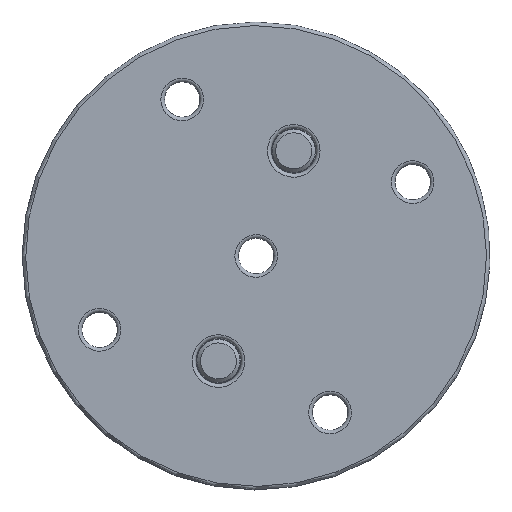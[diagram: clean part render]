
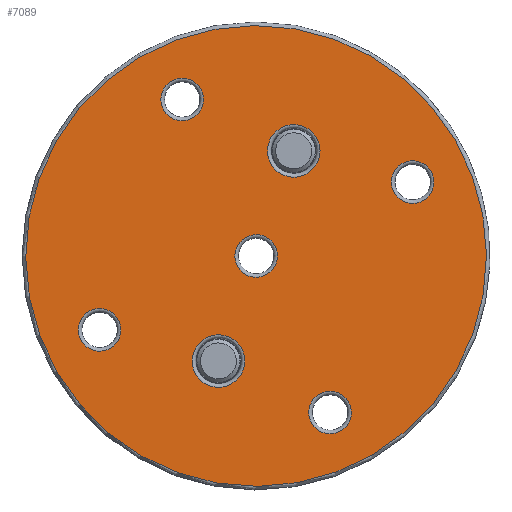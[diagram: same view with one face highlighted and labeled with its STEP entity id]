
A CAD part, top view. The second image highlights one B-rep face of the part: STEP entity #7089.
In plain terms, the highlighted planar face has unit normal (0, 0, 1).
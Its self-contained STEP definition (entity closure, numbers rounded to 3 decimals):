
#1477=PLANE($,#7597);
#1746=FACE_BOUND($,#2289,.T.);
#1747=FACE_BOUND($,#2290,.T.);
#1748=FACE_BOUND($,#2291,.T.);
#1749=FACE_BOUND($,#2292,.T.);
#1750=FACE_BOUND($,#2293,.T.);
#1751=FACE_BOUND($,#2294,.T.);
#1752=FACE_BOUND($,#2295,.T.);
#1753=FACE_BOUND($,#2296,.T.);
#2289=EDGE_LOOP($,(#5370));
#2290=EDGE_LOOP($,(#5371));
#2291=EDGE_LOOP($,(#5372));
#2292=EDGE_LOOP($,(#5373));
#2293=EDGE_LOOP($,(#5374));
#2294=EDGE_LOOP($,(#5375));
#2295=EDGE_LOOP($,(#5376));
#2296=EDGE_LOOP($,(#5377));
#2669=CIRCLE($,#7596,3.65);
#2670=CIRCLE($,#7598,2.959);
#2671=CIRCLE($,#7599,2.959);
#2672=CIRCLE($,#7600,3.65);
#2673=CIRCLE($,#7601,32.);
#2674=CIRCLE($,#7602,2.959);
#2675=CIRCLE($,#7603,2.959);
#2676=CIRCLE($,#7604,2.959);
#3191=VERTEX_POINT($,#12231);
#3192=VERTEX_POINT($,#12234);
#3193=VERTEX_POINT($,#12236);
#3194=VERTEX_POINT($,#12238);
#3195=VERTEX_POINT($,#12240);
#3196=VERTEX_POINT($,#12242);
#3197=VERTEX_POINT($,#12244);
#3198=VERTEX_POINT($,#12246);
#4031=EDGE_CURVE($,#3191,#3191,#2669,.T.);
#4032=EDGE_CURVE($,#3192,#3192,#2670,.T.);
#4033=EDGE_CURVE($,#3193,#3193,#2671,.T.);
#4034=EDGE_CURVE($,#3194,#3194,#2672,.T.);
#4035=EDGE_CURVE($,#3195,#3195,#2673,.T.);
#4036=EDGE_CURVE($,#3196,#3196,#2674,.T.);
#4037=EDGE_CURVE($,#3197,#3197,#2675,.T.);
#4038=EDGE_CURVE($,#3198,#3198,#2676,.T.);
#5370=ORIENTED_EDGE($,*,*,#4032,.F.);
#5371=ORIENTED_EDGE($,*,*,#4033,.F.);
#5372=ORIENTED_EDGE($,*,*,#4034,.F.);
#5373=ORIENTED_EDGE($,*,*,#4035,.F.);
#5374=ORIENTED_EDGE($,*,*,#4036,.F.);
#5375=ORIENTED_EDGE($,*,*,#4037,.F.);
#5376=ORIENTED_EDGE($,*,*,#4038,.F.);
#5377=ORIENTED_EDGE($,*,*,#4031,.F.);
#7089=ADVANCED_FACE($,(#1746,#1747,#1748,#1749,#1750,#1751,#1752,#1753),
#1477,.T.);
#7596=AXIS2_PLACEMENT_3D($,#12232,#8742,#8743);
#7597=AXIS2_PLACEMENT_3D($,#12233,#8744,#8745);
#7598=AXIS2_PLACEMENT_3D($,#12235,#8746,#8747);
#7599=AXIS2_PLACEMENT_3D($,#12237,#8748,#8749);
#7600=AXIS2_PLACEMENT_3D($,#12239,#8750,#8751);
#7601=AXIS2_PLACEMENT_3D($,#12241,#8752,#8753);
#7602=AXIS2_PLACEMENT_3D($,#12243,#8754,#8755);
#7603=AXIS2_PLACEMENT_3D($,#12245,#8756,#8757);
#7604=AXIS2_PLACEMENT_3D($,#12247,#8758,#8759);
#8742=DIRECTION('center_axis',(0.,0.,
1.));
#8743=DIRECTION('ref_axis',(-0.337,-0.941,0.));
#8744=DIRECTION('center_axis',(0.,0.,
1.));
#8745=DIRECTION('ref_axis',(0.337,0.941,0.));
#8746=DIRECTION('center_axis',(0.,0.,
1.));
#8747=DIRECTION('ref_axis',(-0.337,-0.941,0.));
#8748=DIRECTION('center_axis',(0.,0.,
1.));
#8749=DIRECTION('ref_axis',(-0.337,-0.941,0.));
#8750=DIRECTION('center_axis',(0.,0.,
1.));
#8751=DIRECTION('ref_axis',(-0.337,-0.941,0.));
#8752=DIRECTION('center_axis',(0.,0.,
-1.));
#8753=DIRECTION('ref_axis',(-0.337,-0.941,0.));
#8754=DIRECTION('center_axis',(0.,0.,
1.));
#8755=DIRECTION('ref_axis',(-0.337,-0.941,0.));
#8756=DIRECTION('center_axis',(0.,0.,
1.));
#8757=DIRECTION('ref_axis',(-0.337,-0.941,0.));
#8758=DIRECTION('center_axis',(0.,0.,
1.));
#8759=DIRECTION('ref_axis',(-0.337,-0.941,0.));
#12231=CARTESIAN_POINT('',(-92.643,37.083,-65.143));
#12232=CARTESIAN_POINT('Origin',(-93.874,33.648,-65.143));
#12233=CARTESIAN_POINT('Origin',(-88.644,48.239,-65.143));
#12234=CARTESIAN_POINT('',(-87.646,51.024,-65.143));
#12235=CARTESIAN_POINT('Origin',(-88.644,48.239,-65.143));
#12236=CARTESIAN_POINT('',(-77.379,29.284,-65.143));
#12237=CARTESIAN_POINT('Origin',(-78.377,26.499,-65.143));
#12238=CARTESIAN_POINT('',(-82.183,66.265,-65.143));
#12239=CARTESIAN_POINT('Origin',(-83.414,62.83,-65.143));
#12240=CARTESIAN_POINT('',(-77.847,78.362,-65.143));
#12241=CARTESIAN_POINT('Origin',(-88.644,48.239,-65.143));
#12242=CARTESIAN_POINT('',(-97.913,72.763,-65.143));
#12243=CARTESIAN_POINT('Origin',(-98.911,69.978,-65.143));
#12244=CARTESIAN_POINT('',(-65.907,61.29,-65.143));
#12245=CARTESIAN_POINT('Origin',(-66.905,58.505,-65.143));
#12246=CARTESIAN_POINT('',(-109.385,40.757,-65.143));
#12247=CARTESIAN_POINT('Origin',(-110.383,37.972,-65.143));
